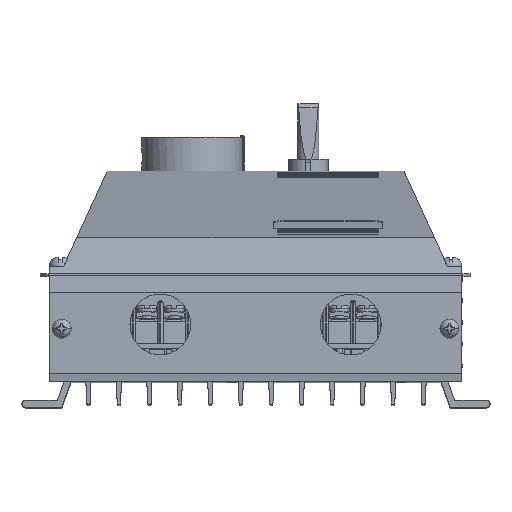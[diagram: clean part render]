
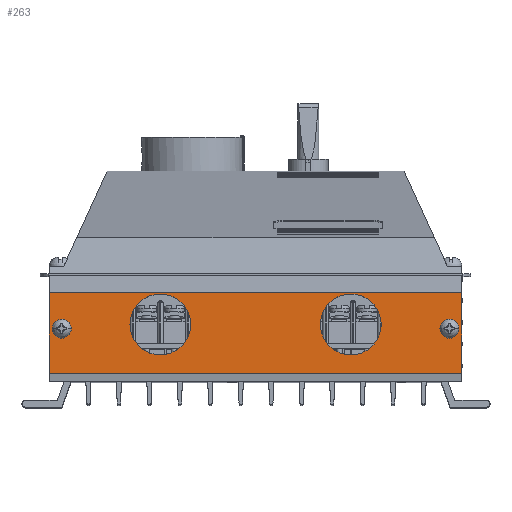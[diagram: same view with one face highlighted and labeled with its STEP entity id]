
A CAD part, top view. The second image highlights one B-rep face of the part: STEP entity #263.
In plain terms, the highlighted face is planar.
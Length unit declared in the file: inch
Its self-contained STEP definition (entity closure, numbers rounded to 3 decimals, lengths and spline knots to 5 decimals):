
#114 = DIRECTION ( 'NONE',  ( 0., 0., 1. ) ) ;
#263 = ADVANCED_FACE ( 'NONE', ( #55845, #69849, #38119, #22168, #6270 ), #66739, .T. ) ;
#954 = EDGE_CURVE ( 'NONE', #20345, #63326, #34140, .T. ) ;
#3030 = CARTESIAN_POINT ( 'NONE',  ( -0.72381, 0.03686, 0.1475 ) ) ;
#4762 = VERTEX_POINT ( 'NONE', #53589 ) ;
#6270 = FACE_BOUND ( 'NONE', #42117, .T. ) ;
#7186 = DIRECTION ( 'NONE',  ( 0., 0., 1. ) ) ;
#7349 = CARTESIAN_POINT ( 'NONE',  ( -0.72381, -0.48814, 0. ) ) ;
#8415 = CARTESIAN_POINT ( 'NONE',  ( -0.72381, -0.48814, 0. ) ) ;
#8778 = ORIENTED_EDGE ( 'NONE', *, *, #67903, .T. ) ;
#8973 = DIRECTION ( 'NONE',  ( 0., 0., 1. ) ) ;
#9156 = LINE ( 'NONE', #43014, #40997 ) ;
#11612 = CARTESIAN_POINT ( 'NONE',  ( -0.72381, 0.08686, 3.5625 ) ) ;
#11771 = CARTESIAN_POINT ( 'NONE',  ( -0.72381, 0.03686, 4.7275 ) ) ;
#12518 = AXIS2_PLACEMENT_3D ( 'NONE', #3030, #44791, #8973 ) ;
#13045 = ORIENTED_EDGE ( 'NONE', *, *, #14089, .T. ) ;
#13964 = VERTEX_POINT ( 'NONE', #37796 ) ;
#14003 = VERTEX_POINT ( 'NONE', #26010 ) ;
#14089 = EDGE_CURVE ( 'NONE', #16011, #13964, #15720, .T. ) ;
#14165 = CARTESIAN_POINT ( 'NONE',  ( -0.72381, 0.03686, 4.6575 ) ) ;
#14442 = DIRECTION ( 'NONE',  ( 0., 1., 0. ) ) ;
#15720 = CIRCLE ( 'NONE', #12518, 0.07 ) ;
#16011 = VERTEX_POINT ( 'NONE', #33258 ) ;
#16956 = CARTESIAN_POINT ( 'NONE',  ( -0.72381, 0.03686, 0.1475 ) ) ;
#17624 = DIRECTION ( 'NONE',  ( 0., 0., 1. ) ) ;
#17798 = DIRECTION ( 'NONE',  ( 0., 0., 1. ) ) ;
#18299 = EDGE_LOOP ( 'NONE', ( #60450, #65457 ) ) ;
#20345 = VERTEX_POINT ( 'NONE', #14165 ) ;
#20361 = VERTEX_POINT ( 'NONE', #31979 ) ;
#20871 = VECTOR ( 'NONE', #114, 39.37008 ) ;
#20901 = CARTESIAN_POINT ( 'NONE',  ( -0.72381, 0.45987, 0. ) ) ;
#21783 = LINE ( 'NONE', #8415, #51742 ) ;
#21903 = EDGE_CURVE ( 'NONE', #14003, #26626, #74749, .T. ) ;
#22168 = FACE_BOUND ( 'NONE', #24581, .T. ) ;
#22982 = DIRECTION ( 'NONE',  ( 0., 0., 1. ) ) ;
#23229 = CARTESIAN_POINT ( 'NONE',  ( -0.72381, 0.08686, 1.3125 ) ) ;
#23764 = ORIENTED_EDGE ( 'NONE', *, *, #76185, .F. ) ;
#24035 = ORIENTED_EDGE ( 'NONE', *, *, #75193, .T. ) ;
#24511 = CIRCLE ( 'NONE', #34729, 0.07 ) ;
#24581 = EDGE_LOOP ( 'NONE', ( #24035, #13045 ) ) ;
#24770 = CARTESIAN_POINT ( 'NONE',  ( -0.72381, 0.08686, 3.5625 ) ) ;
#25734 = CARTESIAN_POINT ( 'NONE',  ( -0.72381, 0.08686, 1.3125 ) ) ;
#25874 = ORIENTED_EDGE ( 'NONE', *, *, #60364, .T. ) ;
#26010 = CARTESIAN_POINT ( 'NONE',  ( -0.72381, 0.08686, 3.922 ) ) ;
#26612 = CARTESIAN_POINT ( 'NONE',  ( -0.72381, 0.45987, 4.875 ) ) ;
#26626 = VERTEX_POINT ( 'NONE', #76846 ) ;
#28633 = EDGE_CURVE ( 'NONE', #63326, #20345, #24511, .T. ) ;
#29116 = EDGE_CURVE ( 'NONE', #31385, #20361, #63561, .T. ) ;
#29125 = LINE ( 'NONE', #56895, #59052 ) ;
#29235 = DIRECTION ( 'NONE',  ( 0., 0., 1. ) ) ;
#30800 = DIRECTION ( 'NONE',  ( 0., 0., 1. ) ) ;
#31385 = VERTEX_POINT ( 'NONE', #67575 ) ;
#31599 = AXIS2_PLACEMENT_3D ( 'NONE', #11612, #53477, #17624 ) ;
#31758 = DIRECTION ( 'NONE',  ( 0., 0., 1. ) ) ;
#31979 = CARTESIAN_POINT ( 'NONE',  ( -0.72381, 0.08686, 1.672 ) ) ;
#32599 = VERTEX_POINT ( 'NONE', #26612 ) ;
#33258 = CARTESIAN_POINT ( 'NONE',  ( -0.72381, 0.03686, 0.0775 ) ) ;
#33699 = CIRCLE ( 'NONE', #66716, 0.3595 ) ;
#34140 = CIRCLE ( 'NONE', #49756, 0.07 ) ;
#34729 = AXIS2_PLACEMENT_3D ( 'NONE', #11771, #53626, #17798 ) ;
#34879 = EDGE_LOOP ( 'NONE', ( #38095, #39705 ) ) ;
#34904 = AXIS2_PLACEMENT_3D ( 'NONE', #25734, #67547, #31758 ) ;
#35987 = EDGE_CURVE ( 'NONE', #26626, #14003, #33699, .T. ) ;
#37796 = CARTESIAN_POINT ( 'NONE',  ( -0.72381, 0.03686, 0.2175 ) ) ;
#38095 = ORIENTED_EDGE ( 'NONE', *, *, #62552, .T. ) ;
#38119 = FACE_BOUND ( 'NONE', #18299, .T. ) ;
#39705 = ORIENTED_EDGE ( 'NONE', *, *, #29116, .T. ) ;
#40997 = VECTOR ( 'NONE', #7186, 39.37008 ) ;
#41302 = ORIENTED_EDGE ( 'NONE', *, *, #954, .T. ) ;
#42117 = EDGE_LOOP ( 'NONE', ( #68034, #41302 ) ) ;
#42330 = AXIS2_PLACEMENT_3D ( 'NONE', #16956, #58790, #22982 ) ;
#43014 = CARTESIAN_POINT ( 'NONE',  ( -0.72381, 0.45987, 0. ) ) ;
#44791 = DIRECTION ( 'NONE',  ( 1., 0., 0. ) ) ;
#47678 = AXIS2_PLACEMENT_3D ( 'NONE', #66499, #63064, #62831 ) ;
#47932 = CARTESIAN_POINT ( 'NONE',  ( -0.72381, -0.48814, 0. ) ) ;
#49756 = AXIS2_PLACEMENT_3D ( 'NONE', #54051, #53792, #53558 ) ;
#51742 = VECTOR ( 'NONE', #14442, 39.37008 ) ;
#51813 = EDGE_CURVE ( 'NONE', #58954, #32599, #9156, .T. ) ;
#53341 = EDGE_LOOP ( 'NONE', ( #25874, #77385, #23764, #8778 ) ) ;
#53477 = DIRECTION ( 'NONE',  ( 1., 0., 0. ) ) ;
#53558 = DIRECTION ( 'NONE',  ( 0., 0., 1. ) ) ;
#53589 = CARTESIAN_POINT ( 'NONE',  ( -0.72381, -0.48814, 4.875 ) ) ;
#53626 = DIRECTION ( 'NONE',  ( 1., 0., 0. ) ) ;
#53792 = DIRECTION ( 'NONE',  ( 1., 0., 0. ) ) ;
#54051 = CARTESIAN_POINT ( 'NONE',  ( -0.72381, 0.03686, 4.7275 ) ) ;
#55845 = FACE_OUTER_BOUND ( 'NONE', #53341, .T. ) ;
#56895 = CARTESIAN_POINT ( 'NONE',  ( -0.72381, -0.48814, 4.875 ) ) ;
#58790 = DIRECTION ( 'NONE',  ( 1., 0., 0. ) ) ;
#58954 = VERTEX_POINT ( 'NONE', #20901 ) ;
#59052 = VECTOR ( 'NONE', #62906, 39.37008 ) ;
#60364 = EDGE_CURVE ( 'NONE', #4762, #32599, #29125, .T. ) ;
#60450 = ORIENTED_EDGE ( 'NONE', *, *, #21903, .T. ) ;
#62552 = EDGE_CURVE ( 'NONE', #20361, #31385, #70962, .T. ) ;
#62831 = DIRECTION ( 'NONE',  ( 0., 0., 1. ) ) ;
#62906 = DIRECTION ( 'NONE',  ( 0., 1., 0. ) ) ;
#63064 = DIRECTION ( 'NONE',  ( -1., 0., 0. ) ) ;
#63326 = VERTEX_POINT ( 'NONE', #66504 ) ;
#63561 = CIRCLE ( 'NONE', #66250, 0.3595 ) ;
#64151 = VERTEX_POINT ( 'NONE', #7349 ) ;
#64990 = DIRECTION ( 'NONE',  ( 1., 0., 0. ) ) ;
#65457 = ORIENTED_EDGE ( 'NONE', *, *, #35987, .T. ) ;
#66250 = AXIS2_PLACEMENT_3D ( 'NONE', #23229, #64990, #29235 ) ;
#66499 = CARTESIAN_POINT ( 'NONE',  ( -0.72381, -0.48814, 0. ) ) ;
#66504 = CARTESIAN_POINT ( 'NONE',  ( -0.72381, 0.03686, 4.7975 ) ) ;
#66557 = DIRECTION ( 'NONE',  ( 1., 0., 0. ) ) ;
#66716 = AXIS2_PLACEMENT_3D ( 'NONE', #24770, #66557, #30800 ) ;
#66739 = PLANE ( 'NONE',  #47678 ) ;
#67547 = DIRECTION ( 'NONE',  ( 1., 0., 0. ) ) ;
#67575 = CARTESIAN_POINT ( 'NONE',  ( -0.72381, 0.08686, 0.953 ) ) ;
#67903 = EDGE_CURVE ( 'NONE', #64151, #4762, #68552, .T. ) ;
#68034 = ORIENTED_EDGE ( 'NONE', *, *, #28633, .T. ) ;
#68552 = LINE ( 'NONE', #47932, #20871 ) ;
#69849 = FACE_BOUND ( 'NONE', #34879, .T. ) ;
#70962 = CIRCLE ( 'NONE', #34904, 0.3595 ) ;
#74565 = CIRCLE ( 'NONE', #42330, 0.07 ) ;
#74749 = CIRCLE ( 'NONE', #31599, 0.3595 ) ;
#75193 = EDGE_CURVE ( 'NONE', #13964, #16011, #74565, .T. ) ;
#76185 = EDGE_CURVE ( 'NONE', #64151, #58954, #21783, .T. ) ;
#76846 = CARTESIAN_POINT ( 'NONE',  ( -0.72381, 0.08686, 3.203 ) ) ;
#77385 = ORIENTED_EDGE ( 'NONE', *, *, #51813, .F. ) ;
